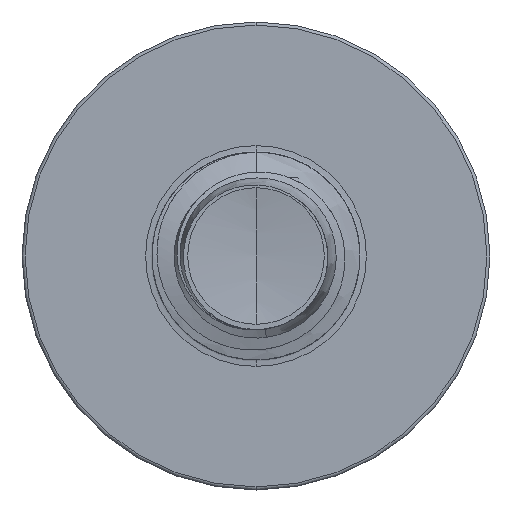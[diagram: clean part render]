
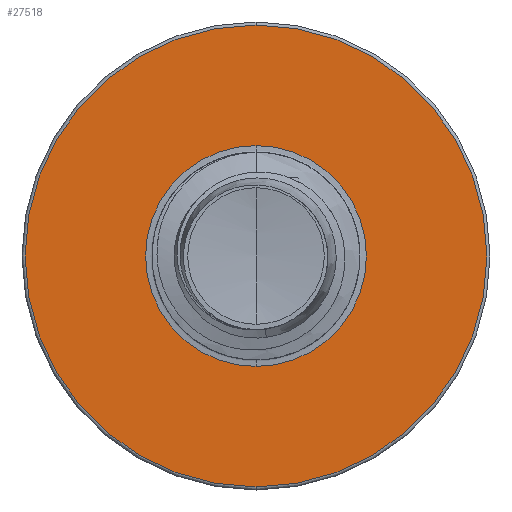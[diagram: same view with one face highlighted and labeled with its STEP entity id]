
A CAD part, front view. The second image highlights one B-rep face of the part: STEP entity #27518.
In plain terms, the highlighted planar face has unit normal (0, -1, 0).
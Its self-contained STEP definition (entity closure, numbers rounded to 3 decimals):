
#1550 = CARTESIAN_POINT ( 'NONE',  ( 0., 20., 0. ) ) ;
#3657 = AXIS2_PLACEMENT_3D ( 'NONE', #1550, #21998, #5100 ) ;
#4269 = CIRCLE ( 'NONE', #31015, 3.186 ) ;
#5029 = AXIS2_PLACEMENT_3D ( 'NONE', #17344, #33866, #19807 ) ;
#5100 = DIRECTION ( 'NONE',  ( 0., 0., 1. ) ) ;
#10571 = DIRECTION ( 'NONE',  ( 0., 1., 0. ) ) ;
#10713 = DIRECTION ( 'NONE',  ( 0., 1., 0. ) ) ;
#10775 = AXIS2_PLACEMENT_3D ( 'NONE', #16402, #32809, #18948 ) ;
#11154 = FACE_OUTER_BOUND ( 'NONE', #29418, .T. ) ;
#11845 = VERTEX_POINT ( 'NONE', #29066 ) ;
#12996 = VERTEX_POINT ( 'NONE', #15958 ) ;
#14631 = CARTESIAN_POINT ( 'NONE',  ( 0., 20., -6.66 ) ) ;
#15958 = CARTESIAN_POINT ( 'NONE',  ( 0., 20., -3.186 ) ) ;
#16325 = ORIENTED_EDGE ( 'NONE', *, *, #23047, .T. ) ;
#16402 = CARTESIAN_POINT ( 'NONE',  ( 0., 20., 0. ) ) ;
#16679 = CARTESIAN_POINT ( 'NONE',  ( 0., 20., 6.66 ) ) ;
#17344 = CARTESIAN_POINT ( 'NONE',  ( 0., 20., 0. ) ) ;
#18948 = DIRECTION ( 'NONE',  ( 0., 0., 1. ) ) ;
#19807 = DIRECTION ( 'NONE',  ( 0., 0., 1. ) ) ;
#20146 = EDGE_CURVE ( 'NONE', #31801, #26859, #27091, .T. ) ;
#20772 = EDGE_LOOP ( 'NONE', ( #27423, #16325 ) ) ;
#21584 = ORIENTED_EDGE ( 'NONE', *, *, #20146, .F. ) ;
#21998 = DIRECTION ( 'NONE',  ( 0., 1., 0. ) ) ;
#23047 = EDGE_CURVE ( 'NONE', #12996, #11845, #30229, .T. ) ;
#23835 = FACE_BOUND ( 'NONE', #20772, .T. ) ;
#25279 = CIRCLE ( 'NONE', #10775, 6.66 ) ;
#25548 = PLANE ( 'NONE',  #28846 ) ;
#25738 = CARTESIAN_POINT ( 'NONE',  ( 0., 20., 0. ) ) ;
#26859 = VERTEX_POINT ( 'NONE', #14631 ) ;
#27091 = CIRCLE ( 'NONE', #3657, 6.66 ) ;
#27117 = EDGE_CURVE ( 'NONE', #11845, #12996, #4269, .T. ) ;
#27160 = EDGE_CURVE ( 'NONE', #26859, #31801, #25279, .T. ) ;
#27423 = ORIENTED_EDGE ( 'NONE', *, *, #27117, .T. ) ;
#27518 = ADVANCED_FACE ( 'NONE', ( #11154, #23835 ), #25548, .F. ) ;
#27888 = DIRECTION ( 'NONE',  ( 0., 0., 1. ) ) ;
#27984 = DIRECTION ( 'NONE',  ( 0., 0., 1. ) ) ;
#28846 = AXIS2_PLACEMENT_3D ( 'NONE', #30061, #10571, #27888 ) ;
#29066 = CARTESIAN_POINT ( 'NONE',  ( 0., 20., 3.186 ) ) ;
#29418 = EDGE_LOOP ( 'NONE', ( #21584, #34103 ) ) ;
#30061 = CARTESIAN_POINT ( 'NONE',  ( 0., 20., -3.186 ) ) ;
#30229 = CIRCLE ( 'NONE', #5029, 3.186 ) ;
#31015 = AXIS2_PLACEMENT_3D ( 'NONE', #25738, #10713, #27984 ) ;
#31801 = VERTEX_POINT ( 'NONE', #16679 ) ;
#32809 = DIRECTION ( 'NONE',  ( 0., 1., 0. ) ) ;
#33866 = DIRECTION ( 'NONE',  ( 0., 1., 0. ) ) ;
#34103 = ORIENTED_EDGE ( 'NONE', *, *, #27160, .F. ) ;
